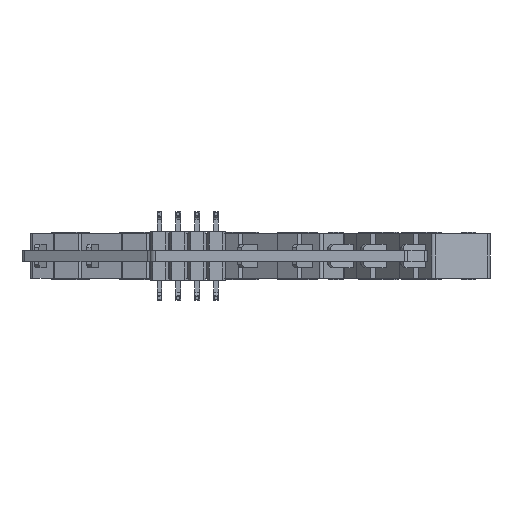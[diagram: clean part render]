
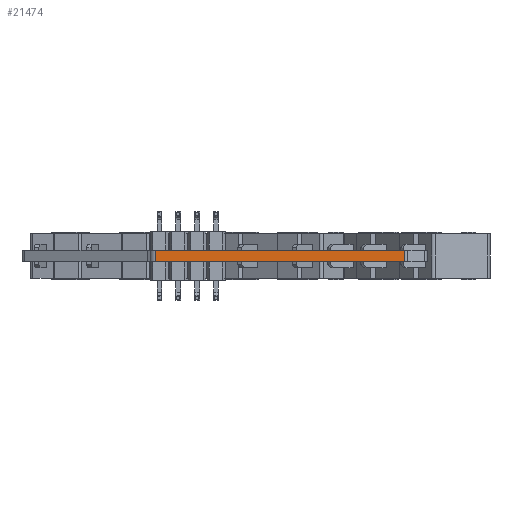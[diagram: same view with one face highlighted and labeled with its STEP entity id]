
A CAD part, front view. The second image highlights one B-rep face of the part: STEP entity #21474.
In plain terms, the highlighted planar face has unit normal (0, -1, 0).
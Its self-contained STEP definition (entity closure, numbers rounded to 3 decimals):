
#1079 = LINE ( 'NONE', #66687, #42784 ) ;
#6244 = CARTESIAN_POINT ( 'NONE',  ( 59.775, 33.528, 1.575 ) ) ;
#6511 = FACE_OUTER_BOUND ( 'NONE', #56322, .T. ) ;
#10465 = CARTESIAN_POINT ( 'NONE',  ( 59.775, 33.528, 0. ) ) ;
#12184 = ORIENTED_EDGE ( 'NONE', *, *, #53599, .T. ) ;
#16803 = EDGE_CURVE ( 'NONE', #51547, #69572, #26885, .T. ) ;
#17436 = DIRECTION ( 'NONE',  ( 0., 1., 0. ) ) ;
#17999 = CARTESIAN_POINT ( 'NONE',  ( 59.775, 33.528, 1.575 ) ) ;
#21474 = ADVANCED_FACE ( 'NONE', ( #6511 ), #48592, .F. ) ;
#22662 = CARTESIAN_POINT ( 'NONE',  ( 59.775, 33.528, 1.575 ) ) ;
#22737 = DIRECTION ( 'NONE',  ( 0., 0., -1. ) ) ;
#22989 = EDGE_CURVE ( 'NONE', #36166, #51547, #53630, .T. ) ;
#23395 = LINE ( 'NONE', #10465, #32741 ) ;
#26885 = LINE ( 'NONE', #17999, #60069 ) ;
#28345 = DIRECTION ( 'NONE',  ( 0., 0., 1. ) ) ;
#29801 = VECTOR ( 'NONE', #44319, 1000. ) ;
#32741 = VECTOR ( 'NONE', #47989, 1000. ) ;
#33996 = ORIENTED_EDGE ( 'NONE', *, *, #22989, .F. ) ;
#36166 = VERTEX_POINT ( 'NONE', #47720 ) ;
#38470 = EDGE_CURVE ( 'NONE', #62017, #69572, #23395, .T. ) ;
#40271 = ORIENTED_EDGE ( 'NONE', *, *, #16803, .F. ) ;
#40510 = AXIS2_PLACEMENT_3D ( 'NONE', #6244, #17436, #28345 ) ;
#42784 = VECTOR ( 'NONE', #55152, 1000. ) ;
#44319 = DIRECTION ( 'NONE',  ( 1., 0., 0. ) ) ;
#47720 = CARTESIAN_POINT ( 'NONE',  ( 26.162, 33.528, 1.575 ) ) ;
#47989 = DIRECTION ( 'NONE',  ( 1., 0., 0. ) ) ;
#48318 = CARTESIAN_POINT ( 'NONE',  ( 26.162, 33.528, 0. ) ) ;
#48592 = PLANE ( 'NONE',  #40510 ) ;
#51547 = VERTEX_POINT ( 'NONE', #62548 ) ;
#52927 = CARTESIAN_POINT ( 'NONE',  ( 59.775, 33.528, 0. ) ) ;
#53599 = EDGE_CURVE ( 'NONE', #36166, #62017, #1079, .T. ) ;
#53630 = LINE ( 'NONE', #22662, #29801 ) ;
#55152 = DIRECTION ( 'NONE',  ( 0., 0., -1. ) ) ;
#56322 = EDGE_LOOP ( 'NONE', ( #57961, #40271, #33996, #12184 ) ) ;
#57961 = ORIENTED_EDGE ( 'NONE', *, *, #38470, .T. ) ;
#60069 = VECTOR ( 'NONE', #22737, 1000. ) ;
#62017 = VERTEX_POINT ( 'NONE', #48318 ) ;
#62548 = CARTESIAN_POINT ( 'NONE',  ( 59.775, 33.528, 1.575 ) ) ;
#66687 = CARTESIAN_POINT ( 'NONE',  ( 26.162, 33.528, 1.575 ) ) ;
#69572 = VERTEX_POINT ( 'NONE', #52927 ) ;
